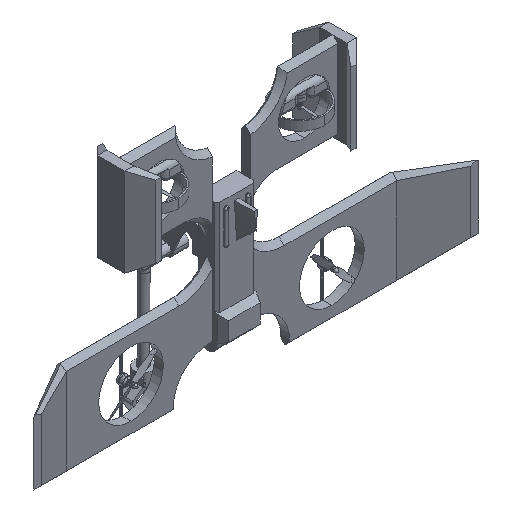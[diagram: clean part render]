
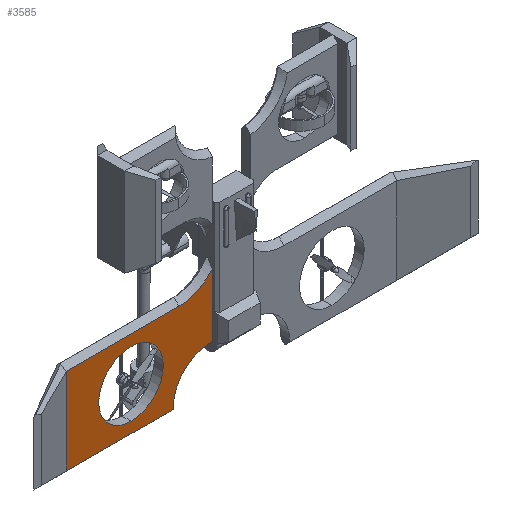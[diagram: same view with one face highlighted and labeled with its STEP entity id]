
A CAD part, isometric view. The second image highlights one B-rep face of the part: STEP entity #3585.
In plain terms, the highlighted planar face has unit normal (0, -1, 0).
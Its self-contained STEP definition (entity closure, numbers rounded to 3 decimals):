
#23 = ORIENTED_EDGE ( 'NONE', *, *, #10821, .T. ) ;
#844 = CARTESIAN_POINT ( 'NONE',  ( -638.678, -17.5, 49.158 ) ) ;
#958 = CARTESIAN_POINT ( 'NONE',  ( -638.678, -17.5, -62.277 ) ) ;
#1183 = AXIS2_PLACEMENT_3D ( 'NONE', #1744, #5076, #11648 ) ;
#1193 = DIRECTION ( 'NONE',  ( 0., 1., 0. ) ) ;
#1219 = CARTESIAN_POINT ( 'NONE',  ( -224.882, -17.5, -166.881 ) ) ;
#1302 = CARTESIAN_POINT ( 'NONE',  ( -224.882, -17.5, -173.713 ) ) ;
#1744 = CARTESIAN_POINT ( 'NONE',  ( -388.678, -17.5, -6.561 ) ) ;
#1900 = CARTESIAN_POINT ( 'NONE',  ( -388.678, -17.5, -131.561 ) ) ;
#2215 = CARTESIAN_POINT ( 'NONE',  ( -203.209, -17.5, 325.594 ) ) ;
#2997 = VERTEX_POINT ( 'NONE', #17202 ) ;
#3272 = CARTESIAN_POINT ( 'NONE',  ( -638.678, -17.5, 160.594 ) ) ;
#3585 = ADVANCED_FACE ( 'NONE', ( #20794, #16229 ), #14409, .F. ) ;
#3883 = ORIENTED_EDGE ( 'NONE', *, *, #10849, .F. ) ;
#4044 = DIRECTION ( 'NONE',  ( 0., 1., 0. ) ) ;
#4278 = DIRECTION ( 'NONE',  ( -1., 0., 0. ) ) ;
#4506 = VECTOR ( 'NONE', #4278, 1000. ) ;
#4511 = CARTESIAN_POINT ( 'NONE',  ( -638.678, -17.5, 160.594 ) ) ;
#4694 = ORIENTED_EDGE ( 'NONE', *, *, #17419, .F. ) ;
#4711 = EDGE_CURVE ( 'NONE', #13228, #14141, #8709, .T. ) ;
#5033 = EDGE_CURVE ( 'NONE', #13667, #13228, #13281, .T. ) ;
#5076 = DIRECTION ( 'NONE',  ( 0., -1., 0. ) ) ;
#5299 = CIRCLE ( 'NONE', #1183, 125. ) ;
#5531 = CARTESIAN_POINT ( 'NONE',  ( -79.882, -17.5, -166.881 ) ) ;
#5943 = AXIS2_PLACEMENT_3D ( 'NONE', #17596, #7618, #17492 ) ;
#6340 = DIRECTION ( 'NONE',  ( 1., 0., 0. ) ) ;
#6954 = VERTEX_POINT ( 'NONE', #11226 ) ;
#7113 = VECTOR ( 'NONE', #7708, 1000. ) ;
#7433 = CARTESIAN_POINT ( 'NONE',  ( -75., -17.5, -21.963 ) ) ;
#7618 = DIRECTION ( 'NONE',  ( 0., 1., 0. ) ) ;
#7634 = CARTESIAN_POINT ( 'NONE',  ( -638.678, -17.5, -173.713 ) ) ;
#7661 = VERTEX_POINT ( 'NONE', #3272 ) ;
#7693 = VECTOR ( 'NONE', #9840, 1000. ) ;
#7708 = DIRECTION ( 'NONE',  ( 0., 0., 1. ) ) ;
#8315 = CARTESIAN_POINT ( 'NONE',  ( -75., -17.5, -60. ) ) ;
#8709 = CIRCLE ( 'NONE', #12864, 165. ) ;
#9199 = EDGE_CURVE ( 'NONE', #14141, #7661, #10867, .T. ) ;
#9840 = DIRECTION ( 'NONE',  ( 0., 0., 1. ) ) ;
#9928 = DIRECTION ( 'NONE',  ( 0., -1., 0. ) ) ;
#10046 = VERTEX_POINT ( 'NONE', #1900 ) ;
#10532 = EDGE_LOOP ( 'NONE', ( #3883, #4694 ) ) ;
#10821 = EDGE_CURVE ( 'NONE', #19938, #6954, #21048, .T. ) ;
#10849 = EDGE_CURVE ( 'NONE', #10046, #2997, #11932, .T. ) ;
#10867 = LINE ( 'NONE', #20896, #4506 ) ;
#11193 = ORIENTED_EDGE ( 'NONE', *, *, #5033, .T. ) ;
#11226 = CARTESIAN_POINT ( 'NONE',  ( -224.882, -17.5, -173.713 ) ) ;
#11287 = CARTESIAN_POINT ( 'NONE',  ( -638.678, -17.5, -173.713 ) ) ;
#11361 = EDGE_CURVE ( 'NONE', #6954, #11809, #20462, .T. ) ;
#11648 = DIRECTION ( 'NONE',  ( 0., 0., -1. ) ) ;
#11809 = VERTEX_POINT ( 'NONE', #1219 ) ;
#11932 = CIRCLE ( 'NONE', #18402, 125. ) ;
#11960 = B_SPLINE_CURVE_WITH_KNOTS ( 'NONE', 3,
 ( #4511, #844, #958, #7634 ),
 .UNSPECIFIED., .F., .F.,
 ( 4, 4 ),
 ( 0.054, 0.956 ),
 .UNSPECIFIED. ) ;
#12194 = CARTESIAN_POINT ( 'NONE',  ( -75., -17.5, 221.731 ) ) ;
#12450 = CARTESIAN_POINT ( 'NONE',  ( -203.209, -17.5, 160.594 ) ) ;
#12598 = ORIENTED_EDGE ( 'NONE', *, *, #15161, .T. ) ;
#12864 = AXIS2_PLACEMENT_3D ( 'NONE', #2215, #4044, #13847 ) ;
#13228 = VERTEX_POINT ( 'NONE', #12194 ) ;
#13281 = LINE ( 'NONE', #8315, #7693 ) ;
#13644 = VECTOR ( 'NONE', #6340, 1000. ) ;
#13667 = VERTEX_POINT ( 'NONE', #7433 ) ;
#13847 = DIRECTION ( 'NONE',  ( 0., 0., 1. ) ) ;
#14141 = VERTEX_POINT ( 'NONE', #12450 ) ;
#14409 = PLANE ( 'NONE',  #5943 ) ;
#15077 = DIRECTION ( 'NONE',  ( 0., 0., -1. ) ) ;
#15126 = AXIS2_PLACEMENT_3D ( 'NONE', #5531, #1193, #17044 ) ;
#15161 = EDGE_CURVE ( 'NONE', #7661, #19938, #11960, .T. ) ;
#15587 = ORIENTED_EDGE ( 'NONE', *, *, #4711, .T. ) ;
#16229 = FACE_OUTER_BOUND ( 'NONE', #17162, .T. ) ;
#17044 = DIRECTION ( 'NONE',  ( 0., 0., 1. ) ) ;
#17162 = EDGE_LOOP ( 'NONE', ( #15587, #19195, #12598, #23, #17923, #20305, #11193 ) ) ;
#17202 = CARTESIAN_POINT ( 'NONE',  ( -388.678, -17.5, 118.439 ) ) ;
#17269 = CARTESIAN_POINT ( 'NONE',  ( -224.882, -17.5, -189.913 ) ) ;
#17419 = EDGE_CURVE ( 'NONE', #2997, #10046, #5299, .T. ) ;
#17492 = DIRECTION ( 'NONE',  ( 0., 0., 1. ) ) ;
#17506 = CIRCLE ( 'NONE', #15126, 145. ) ;
#17596 = CARTESIAN_POINT ( 'NONE',  ( -79.882, -17.5, -166.881 ) ) ;
#17923 = ORIENTED_EDGE ( 'NONE', *, *, #11361, .T. ) ;
#18402 = AXIS2_PLACEMENT_3D ( 'NONE', #19451, #9928, #15077 ) ;
#19195 = ORIENTED_EDGE ( 'NONE', *, *, #9199, .T. ) ;
#19451 = CARTESIAN_POINT ( 'NONE',  ( -388.678, -17.5, -6.561 ) ) ;
#19938 = VERTEX_POINT ( 'NONE', #11287 ) ;
#20152 = EDGE_CURVE ( 'NONE', #11809, #13667, #17506, .T. ) ;
#20305 = ORIENTED_EDGE ( 'NONE', *, *, #20152, .T. ) ;
#20462 = LINE ( 'NONE', #17269, #7113 ) ;
#20794 = FACE_BOUND ( 'NONE', #10532, .T. ) ;
#20896 = CARTESIAN_POINT ( 'NONE',  ( -638.678, -17.5, 160.594 ) ) ;
#21048 = LINE ( 'NONE', #1302, #13644 ) ;
